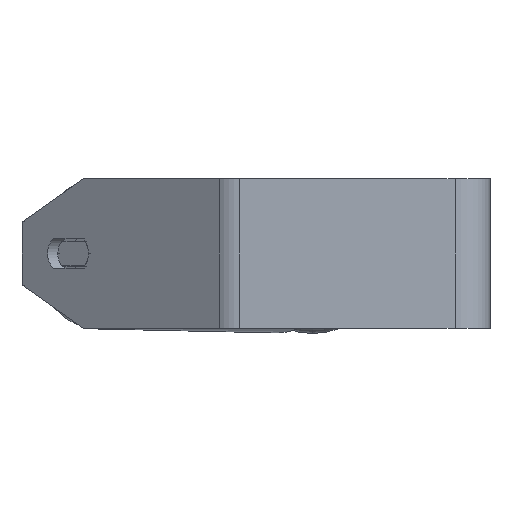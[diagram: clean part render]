
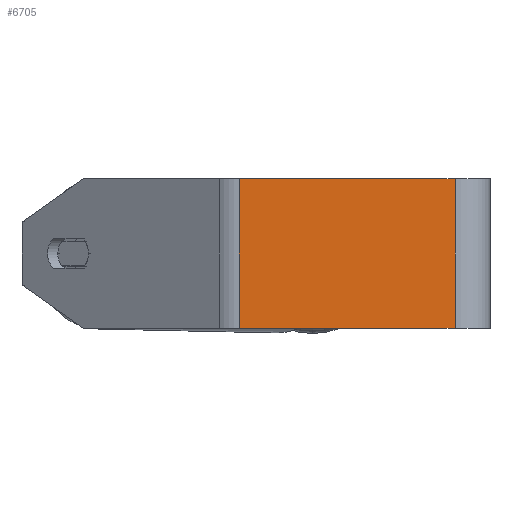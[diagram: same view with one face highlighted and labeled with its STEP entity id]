
A CAD part, left-side view. The second image highlights one B-rep face of the part: STEP entity #6705.
In plain terms, the highlighted planar face has unit normal (-1, 0, 0).
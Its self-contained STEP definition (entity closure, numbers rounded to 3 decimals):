
#276 = LINE ( 'NONE', #407, #4994 ) ;
#375 = VERTEX_POINT ( 'NONE', #3417 ) ;
#396 = ORIENTED_EDGE ( 'NONE', *, *, #1940, .T. ) ;
#407 = CARTESIAN_POINT ( 'NONE',  ( -270., 14., 30. ) ) ;
#510 = EDGE_LOOP ( 'NONE', ( #396, #1424, #4903, #4131 ) ) ;
#1069 = EDGE_CURVE ( 'NONE', #5842, #2301, #5456, .T. ) ;
#1424 = ORIENTED_EDGE ( 'NONE', *, *, #3238, .F. ) ;
#1499 = CARTESIAN_POINT ( 'NONE',  ( -270., 100.333, 30. ) ) ;
#1940 = EDGE_CURVE ( 'NONE', #2301, #2316, #2739, .T. ) ;
#1987 = PLANE ( 'NONE',  #4612 ) ;
#2024 = FACE_OUTER_BOUND ( 'NONE', #510, .T. ) ;
#2301 = VERTEX_POINT ( 'NONE', #4933 ) ;
#2316 = VERTEX_POINT ( 'NONE', #3737 ) ;
#2739 = LINE ( 'NONE', #4789, #2916 ) ;
#2768 = VECTOR ( 'NONE', #7443, 1000. ) ;
#2916 = VECTOR ( 'NONE', #3415, 1000. ) ;
#3238 = EDGE_CURVE ( 'NONE', #375, #2316, #276, .T. ) ;
#3415 = DIRECTION ( 'NONE',  ( 0., -1., 0. ) ) ;
#3417 = CARTESIAN_POINT ( 'NONE',  ( -270., 14., 30. ) ) ;
#3737 = CARTESIAN_POINT ( 'NONE',  ( -270., 14., -30. ) ) ;
#4131 = ORIENTED_EDGE ( 'NONE', *, *, #1069, .T. ) ;
#4612 = AXIS2_PLACEMENT_3D ( 'NONE', #6594, #4634, #5854 ) ;
#4634 = DIRECTION ( 'NONE',  ( 1., 0., 0. ) ) ;
#4789 = CARTESIAN_POINT ( 'NONE',  ( -270., 104.747, -30. ) ) ;
#4841 = CARTESIAN_POINT ( 'NONE',  ( -270., 100.333, 30. ) ) ;
#4903 = ORIENTED_EDGE ( 'NONE', *, *, #7759, .F. ) ;
#4933 = CARTESIAN_POINT ( 'NONE',  ( -270., 100.333, -30. ) ) ;
#4990 = VECTOR ( 'NONE', #7773, 1000. ) ;
#4994 = VECTOR ( 'NONE', #7564, 1000. ) ;
#5456 = LINE ( 'NONE', #4841, #2768 ) ;
#5842 = VERTEX_POINT ( 'NONE', #1499 ) ;
#5854 = DIRECTION ( 'NONE',  ( 0., 0., -1. ) ) ;
#6442 = CARTESIAN_POINT ( 'NONE',  ( -270., 104.747, 30. ) ) ;
#6594 = CARTESIAN_POINT ( 'NONE',  ( -270., 104.747, 30. ) ) ;
#6705 = ADVANCED_FACE ( 'NONE', ( #2024 ), #1987, .F. ) ;
#7133 = LINE ( 'NONE', #6442, #4990 ) ;
#7443 = DIRECTION ( 'NONE',  ( 0., 0., -1. ) ) ;
#7564 = DIRECTION ( 'NONE',  ( 0., 0., -1. ) ) ;
#7759 = EDGE_CURVE ( 'NONE', #5842, #375, #7133, .T. ) ;
#7773 = DIRECTION ( 'NONE',  ( 0., -1., 0. ) ) ;
